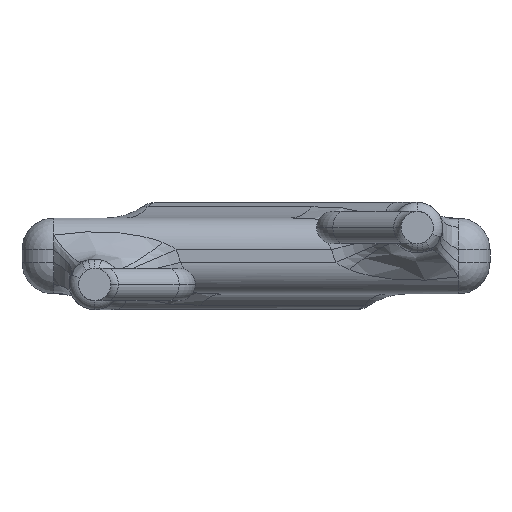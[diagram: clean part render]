
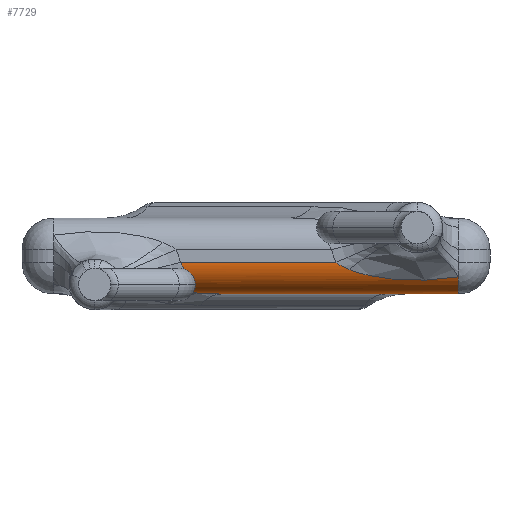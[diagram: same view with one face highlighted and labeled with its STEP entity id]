
A CAD part, front view. The second image highlights one B-rep face of the part: STEP entity #7729.
In plain terms, the highlighted cylindrical face has radius 0.5 mm (diameter 1 mm), a partial arc.
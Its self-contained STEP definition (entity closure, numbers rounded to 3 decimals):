
#285 = VECTOR ( 'NONE', #3395, 1000. ) ;
#336 = CARTESIAN_POINT ( 'NONE',  ( 2.034, 0.068, -0.354 ) ) ;
#340 = CARTESIAN_POINT ( 'NONE',  ( 2.179, 0.079, -0.369 ) ) ;
#345 = CARTESIAN_POINT ( 'NONE',  ( 3.2, 0.056, -0.33 ) ) ;
#353 = CARTESIAN_POINT ( 'NONE',  ( 1.469, 0.013, -0.213 ) ) ;
#355 = CARTESIAN_POINT ( 'NONE',  ( 1.604, 0.026, -0.268 ) ) ;
#360 = CARTESIAN_POINT ( 'NONE',  ( 1.747, 0.042, -0.303 ) ) ;
#363 = CARTESIAN_POINT ( 'NONE',  ( 2.912, 0.082, -0.38 ) ) ;
#366 = CARTESIAN_POINT ( 'NONE',  ( 2.618, 0.094, -0.393 ) ) ;
#575 = VERTEX_POINT ( 'NONE', #5993 ) ;
#645 = VERTEX_POINT ( 'NONE', #6043 ) ;
#1590 = ORIENTED_EDGE ( 'NONE', *, *, #7093, .T. ) ;
#1600 = ORIENTED_EDGE ( 'NONE', *, *, #6891, .T. ) ;
#1601 = ORIENTED_EDGE ( 'NONE', *, *, #7123, .F. ) ;
#1628 = ORIENTED_EDGE ( 'NONE', *, *, #6893, .T. ) ;
#1631 = ORIENTED_EDGE ( 'NONE', *, *, #7059, .T. ) ;
#1635 = ORIENTED_EDGE ( 'NONE', *, *, #7039, .T. ) ;
#1637 = ORIENTED_EDGE ( 'NONE', *, *, #6887, .T. ) ;
#1690 = ORIENTED_EDGE ( 'NONE', *, *, #6861, .F. ) ;
#1931 = VECTOR ( 'NONE', #4058, 1000. ) ;
#1988 = AXIS2_PLACEMENT_3D ( 'NONE', #4893, #4894, #4895 ) ;
#2025 = AXIS2_PLACEMENT_3D ( 'NONE', #7398, #7399, #7400 ) ;
#2071 = CYLINDRICAL_SURFACE ( 'NONE', #2025, 0.5 ) ;
#2077 = FACE_OUTER_BOUND ( 'NONE', #5991, .T. ) ;
#3237 = CARTESIAN_POINT ( 'NONE',  ( -0.544, 0.5, -0.6 ) ) ;
#3290 = CARTESIAN_POINT ( 'NONE',  ( 3.2, 0.056, -0.33 ) ) ;
#3294 = CARTESIAN_POINT ( 'NONE',  ( 1.469, 0.013, -0.213 ) ) ;
#3301 = CARTESIAN_POINT ( 'NONE',  ( 1.263, 0., -0.1 ) ) ;
#3393 = LINE ( 'NONE', #3394, #285 ) ;
#3394 = CARTESIAN_POINT ( 'NONE',  ( -3.2, 0.5, -0.6 ) ) ;
#3395 = DIRECTION ( 'NONE',  ( -1., 0., 0. ) ) ;
#3463 = CARTESIAN_POINT ( 'NONE',  ( -1.307, 0.125, -0.431 ) ) ;
#3474 = CARTESIAN_POINT ( 'NONE',  ( -1.15, 0.013, -0.213 ) ) ;
#3926 = B_SPLINE_CURVE_WITH_KNOTS ( 'NONE', 3,
 ( #345, #363, #366, #340, #336, #360, #355, #353 ),
 .UNSPECIFIED., .F., .F.,
 ( 4, 2, 2, 4 ),
 ( 0., 0.001, 0.001, 0.002 ),
 .UNSPECIFIED. ) ;
#3934 = B_SPLINE_CURVE_WITH_KNOTS ( 'NONE', 3,
 ( #6395, #6396, #6397, #6398, #6399, #6401 ),
 .UNSPECIFIED., .F., .F.,
 ( 4, 2, 4 ),
 ( 0., 0., 0. ),
 .UNSPECIFIED. ) ;
#4056 = LINE ( 'NONE', #4057, #1931 ) ;
#4057 = CARTESIAN_POINT ( 'NONE',  ( 3.2, 0., -0.1 ) ) ;
#4058 = DIRECTION ( 'NONE',  ( 1., 0., 0. ) ) ;
#4893 = CARTESIAN_POINT ( 'NONE',  ( 3.2, 0.5, -0.1 ) ) ;
#4894 = DIRECTION ( 'NONE',  ( -1., 0., 0. ) ) ;
#4895 = DIRECTION ( 'NONE',  ( 0., 0., 1. ) ) ;
#5168 = CIRCLE ( 'NONE', #1988, 0.5 ) ;
#5202 = VERTEX_POINT ( 'NONE', #3463 ) ;
#5220 = VERTEX_POINT ( 'NONE', #3474 ) ;
#5242 = VERTEX_POINT ( 'NONE', #3237 ) ;
#5250 = VERTEX_POINT ( 'NONE', #3290 ) ;
#5253 = VERTEX_POINT ( 'NONE', #3301 ) ;
#5262 = VERTEX_POINT ( 'NONE', #3294 ) ;
#5655 = CARTESIAN_POINT ( 'NONE',  ( -1.036, 0.332, -0.572 ) ) ;
#5661 = CARTESIAN_POINT ( 'NONE',  ( -0.833, 0.423, -0.598 ) ) ;
#5666 = CARTESIAN_POINT ( 'NONE',  ( -1.195, 0., -0.1 ) ) ;
#5674 = CARTESIAN_POINT ( 'NONE',  ( -0.544, 0.5, -0.6 ) ) ;
#5675 = CARTESIAN_POINT ( 'NONE',  ( -0.689, 0.464, -0.6 ) ) ;
#5677 = CARTESIAN_POINT ( 'NONE',  ( 1.263, 0., -0.1 ) ) ;
#5678 = CARTESIAN_POINT ( 'NONE',  ( 1.326, 0., -0.149 ) ) ;
#5682 = CARTESIAN_POINT ( 'NONE',  ( 1.397, 0.006, -0.184 ) ) ;
#5684 = CARTESIAN_POINT ( 'NONE',  ( -1.215, 0.212, -0.512 ) ) ;
#5686 = CARTESIAN_POINT ( 'NONE',  ( -1.263, 0.166, -0.477 ) ) ;
#5688 = CARTESIAN_POINT ( 'NONE',  ( -1.17, 0., -0.133 ) ) ;
#5689 = CARTESIAN_POINT ( 'NONE',  ( 1.469, 0.013, -0.213 ) ) ;
#5693 = CARTESIAN_POINT ( 'NONE',  ( -1.151, 0.003, -0.172 ) ) ;
#5699 = CARTESIAN_POINT ( 'NONE',  ( -1.15, 0.013, -0.213 ) ) ;
#5728 = CARTESIAN_POINT ( 'NONE',  ( -1.307, 0.125, -0.431 ) ) ;
#5752 = CARTESIAN_POINT ( 'NONE',  ( -1.101, 0.296, -0.559 ) ) ;
#5991 = EDGE_LOOP ( 'NONE', ( #1601, #1628, #1590, #1600, #1690, #1635, #1631, #1637 ) ) ;
#5993 = CARTESIAN_POINT ( 'NONE',  ( 3.2, 0.5, -0.6 ) ) ;
#6043 = CARTESIAN_POINT ( 'NONE',  ( -1.195, 0., -0.1 ) ) ;
#6395 = CARTESIAN_POINT ( 'NONE',  ( -1.15, 0.013, -0.213 ) ) ;
#6396 = CARTESIAN_POINT ( 'NONE',  ( -1.149, 0.025, -0.263 ) ) ;
#6397 = CARTESIAN_POINT ( 'NONE',  ( -1.172, 0.043, -0.307 ) ) ;
#6398 = CARTESIAN_POINT ( 'NONE',  ( -1.232, 0.083, -0.379 ) ) ;
#6399 = CARTESIAN_POINT ( 'NONE',  ( -1.268, 0.104, -0.406 ) ) ;
#6401 = CARTESIAN_POINT ( 'NONE',  ( -1.307, 0.125, -0.431 ) ) ;
#6861 = EDGE_CURVE ( 'NONE', #575, #5242, #3393, .T. ) ;
#6887 = EDGE_CURVE ( 'NONE', #5262, #5253, #7352, .T. ) ;
#6891 = EDGE_CURVE ( 'NONE', #5202, #5242, #7345, .T. ) ;
#6893 = EDGE_CURVE ( 'NONE', #645, #5220, #7367, .T. ) ;
#7039 = EDGE_CURVE ( 'NONE', #575, #5250, #5168, .T. ) ;
#7059 = EDGE_CURVE ( 'NONE', #5250, #5262, #3926, .T. ) ;
#7093 = EDGE_CURVE ( 'NONE', #5220, #5202, #3934, .T. ) ;
#7123 = EDGE_CURVE ( 'NONE', #645, #5253, #4056, .T. ) ;
#7345 = B_SPLINE_CURVE_WITH_KNOTS ( 'NONE', 3,
 ( #5728, #5686, #5684, #5752, #5655, #5661, #5675, #5674 ),
 .UNSPECIFIED., .F., .F.,
 ( 4, 2, 2, 4 ),
 ( 0., 0.001, 0.001, 0.001 ),
 .UNSPECIFIED. ) ;
#7352 = B_SPLINE_CURVE_WITH_KNOTS ( 'NONE', 3,
 ( #5689, #5682, #5678, #5677 ),
 .UNSPECIFIED., .F., .F.,
 ( 4, 4 ),
 ( 0., 0. ),
 .UNSPECIFIED. ) ;
#7367 = B_SPLINE_CURVE_WITH_KNOTS ( 'NONE', 3,
 ( #5666, #5688, #5693, #5699 ),
 .UNSPECIFIED., .F., .F.,
 ( 4, 4 ),
 ( 0., 0. ),
 .UNSPECIFIED. ) ;
#7398 = CARTESIAN_POINT ( 'NONE',  ( -3.2, 0.5, -0.1 ) ) ;
#7399 = DIRECTION ( 'NONE',  ( -1., 0., 0. ) ) ;
#7400 = DIRECTION ( 'NONE',  ( 0., 0., 1. ) ) ;
#7729 = ADVANCED_FACE ( 'NONE', ( #2077 ), #2071, .T. ) ;
